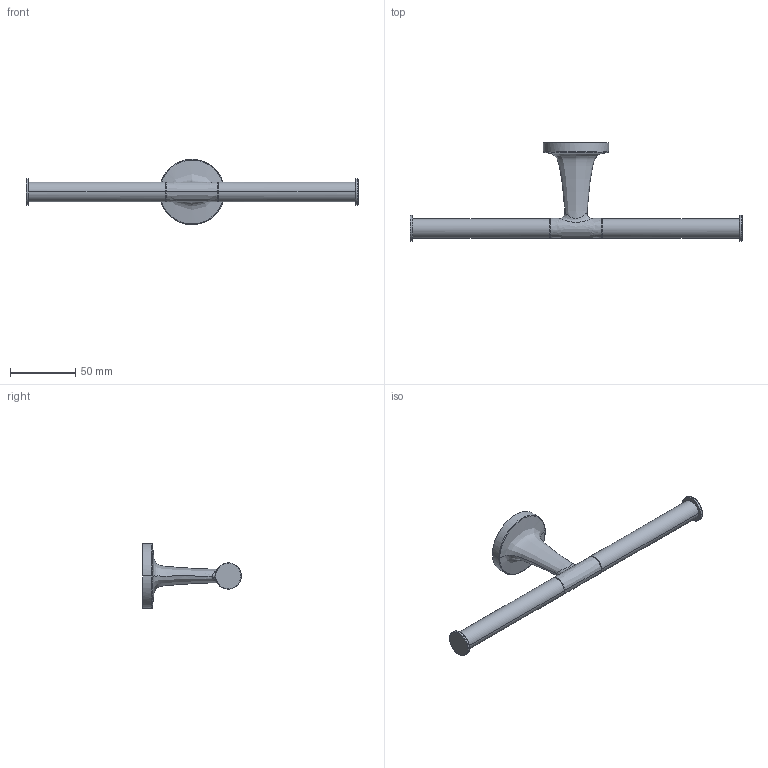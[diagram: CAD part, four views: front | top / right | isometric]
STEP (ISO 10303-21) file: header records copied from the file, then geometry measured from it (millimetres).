
FILE_DESCRIPTION(/* description */ (''),/* implementation_level */ '2;1');
FILE_NAME(/* name */ '009938',/* time_stamp */ '2019-02-13T10:26:13+01:00',/* author */ (''),/* organization */ (''),/* preprocessor_version */ 'ST-DEVELOPER v15',/* originating_system */ '',/* authorisation */ '');
FILE_SCHEMA (('AUTOMOTIVE_DESIGN'));
Length unit declared in the file: millimetre
Products named in the file (1): Document
Bounding box: 254.6 x 75.65 x 50 mm (x, y, z)
Volume: 7559.1 mm3; surface area: 32212.4 mm2
Topology: 2 solids, 5 shells, 134 faces, 330 edges, 189 vertices
Faces by surface type: bspline 134
Entity records: 21435 total; most frequent: CARTESIAN_POINT 17510, B_SPLINE_CURVE_WITH_KNOTS 722, ORIENTED_EDGE 622, PCURVE 622, DEFINITIONAL_REPRESENTATION 622, SURFACE_CURVE 328, EDGE_CURVE 328, VERTEX_POINT 189
